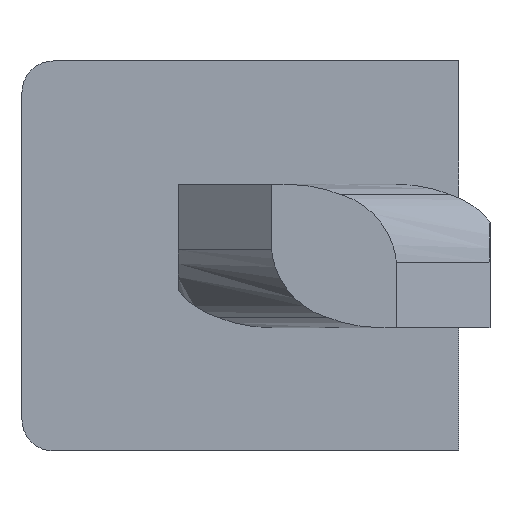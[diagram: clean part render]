
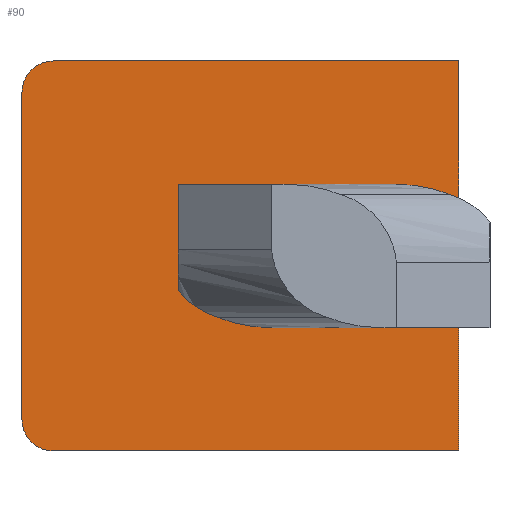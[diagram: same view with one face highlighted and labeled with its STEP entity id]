
A CAD part, front view. The second image highlights one B-rep face of the part: STEP entity #90.
In plain terms, the highlighted planar face has unit normal (0, -1, 0).
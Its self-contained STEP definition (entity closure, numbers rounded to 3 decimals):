
#90 = ADVANCED_FACE( '', ( #192, #193 ), #194, .F. );
#192 = FACE_BOUND( '', #450, .T. );
#193 = FACE_OUTER_BOUND( '', #451, .T. );
#194 = PLANE( '', #452 );
#450 = EDGE_LOOP( '', ( #774, #775, #776, #777, #778, #779 ) );
#451 = EDGE_LOOP( '', ( #780, #781, #782, #783, #784, #785 ) );
#452 = AXIS2_PLACEMENT_3D( '', #786, #787, #788 );
#774 = ORIENTED_EDGE( '', *, *, #1409, .T. );
#775 = ORIENTED_EDGE( '', *, *, #1410, .T. );
#776 = ORIENTED_EDGE( '', *, *, #1411, .T. );
#777 = ORIENTED_EDGE( '', *, *, #1412, .T. );
#778 = ORIENTED_EDGE( '', *, *, #1413, .T. );
#779 = ORIENTED_EDGE( '', *, *, #1414, .T. );
#780 = ORIENTED_EDGE( '', *, *, #1379, .F. );
#781 = ORIENTED_EDGE( '', *, *, #1415, .F. );
#782 = ORIENTED_EDGE( '', *, *, #1416, .T. );
#783 = ORIENTED_EDGE( '', *, *, #1417, .F. );
#784 = ORIENTED_EDGE( '', *, *, #1384, .T. );
#785 = ORIENTED_EDGE( '', *, *, #1407, .F. );
#786 = CARTESIAN_POINT( '', ( -10., 0., 6.25 ) );
#787 = DIRECTION( '', ( 0., 1., 0. ) );
#788 = DIRECTION( '', ( 0., 0., 1. ) );
#1379 = EDGE_CURVE( '', #1648, #1650, #1651, .T. );
#1384 = EDGE_CURVE( '', #1659, #1657, #1660, .T. );
#1407 = EDGE_CURVE( '', #1650, #1657, #1701, .T. );
#1409 = EDGE_CURVE( '', #1703, #1704, #1705, .T. );
#1410 = EDGE_CURVE( '', #1704, #1706, #1707, .T. );
#1411 = EDGE_CURVE( '', #1706, #1708, #1709, .T. );
#1412 = EDGE_CURVE( '', #1708, #1710, #1711, .T. );
#1413 = EDGE_CURVE( '', #1710, #1712, #1713, .T. );
#1414 = EDGE_CURVE( '', #1712, #1703, #1714, .T. );
#1415 = EDGE_CURVE( '', #1715, #1648, #1716, .T. );
#1416 = EDGE_CURVE( '', #1715, #1717, #1718, .T. );
#1417 = EDGE_CURVE( '', #1659, #1717, #1719, .T. );
#1648 = VERTEX_POINT( '', #2131 );
#1650 = VERTEX_POINT( '', #2134 );
#1651 = LINE( '', #2135, #2136 );
#1657 = VERTEX_POINT( '', #2145 );
#1659 = VERTEX_POINT( '', #2148 );
#1660 = LINE( '', #2149, #2150 );
#1701 = LINE( '', #2205, #2206 );
#1703 = VERTEX_POINT( '', #2208 );
#1704 = VERTEX_POINT( '', #2209 );
#1705 = LINE( '', #2210, #2211 );
#1706 = VERTEX_POINT( '', #2212 );
#1707 = CIRCLE( '', #2213, 2. );
#1708 = VERTEX_POINT( '', #2214 );
#1709 = LINE( '', #2215, #2216 );
#1710 = VERTEX_POINT( '', #2217 );
#1711 = LINE( '', #2218, #2219 );
#1712 = VERTEX_POINT( '', #2220 );
#1713 = CIRCLE( '', #2221, 2. );
#1714 = LINE( '', #2222, #2223 );
#1715 = VERTEX_POINT( '', #2224 );
#1716 = CIRCLE( '', #2225, 1. );
#1717 = VERTEX_POINT( '', #2226 );
#1718 = LINE( '', #2227, #2228 );
#1719 = CIRCLE( '', #2229, 1. );
#2131 = CARTESIAN_POINT( '', ( -9., 0., 6.25 ) );
#2134 = CARTESIAN_POINT( '', ( 4., 0., 6.25 ) );
#2135 = CARTESIAN_POINT( '', ( -10., 0., 6.25 ) );
#2136 = VECTOR( '', #2605, 1000. );
#2145 = CARTESIAN_POINT( '', ( 4., 0., -6.25 ) );
#2148 = CARTESIAN_POINT( '', ( -9., 0., -6.25 ) );
#2149 = CARTESIAN_POINT( '', ( -10., 0., -6.25 ) );
#2150 = VECTOR( '', #2610, 1000. );
#2205 = CARTESIAN_POINT( '', ( 4., 0., 6.25 ) );
#2206 = VECTOR( '', #2649, 1000. );
#2208 = CARTESIAN_POINT( '', ( 2.5, 0., -2.3 ) );
#2209 = CARTESIAN_POINT( '', ( -0.5, 0., -2.3 ) );
#2210 = CARTESIAN_POINT( '', ( 2.5, 0., -2.3 ) );
#2211 = VECTOR( '', #2653, 1000. );
#2212 = CARTESIAN_POINT( '', ( -2.5, 0., -0.3 ) );
#2213 = AXIS2_PLACEMENT_3D( '', #2654, #2655, #2656 );
#2214 = CARTESIAN_POINT( '', ( -2.5, 0., 2.3 ) );
#2215 = CARTESIAN_POINT( '', ( -2.5, 0., -0.3 ) );
#2216 = VECTOR( '', #2657, 1000. );
#2217 = CARTESIAN_POINT( '', ( 0.5, 0., 2.3 ) );
#2218 = CARTESIAN_POINT( '', ( -2.5, 0., 2.3 ) );
#2219 = VECTOR( '', #2658, 1000. );
#2220 = CARTESIAN_POINT( '', ( 2.5, 0., 0.3 ) );
#2221 = AXIS2_PLACEMENT_3D( '', #2659, #2660, #2661 );
#2222 = CARTESIAN_POINT( '', ( 2.5, 0., 0.3 ) );
#2223 = VECTOR( '', #2662, 1000. );
#2224 = CARTESIAN_POINT( '', ( -10., 0., 5.25 ) );
#2225 = AXIS2_PLACEMENT_3D( '', #2663, #2664, #2665 );
#2226 = CARTESIAN_POINT( '', ( -10., 0., -5.25 ) );
#2227 = CARTESIAN_POINT( '', ( -10., 0., 6.25 ) );
#2228 = VECTOR( '', #2666, 1000. );
#2229 = AXIS2_PLACEMENT_3D( '', #2667, #2668, #2669 );
#2605 = DIRECTION( '', ( 1., 0., 0. ) );
#2610 = DIRECTION( '', ( 1., 0., 0. ) );
#2649 = DIRECTION( '', ( 0., 0., -1. ) );
#2653 = DIRECTION( '', ( -1., 0., 0. ) );
#2654 = CARTESIAN_POINT( '', ( -0.5, 0., -0.3 ) );
#2655 = DIRECTION( '', ( 0., 1., 0. ) );
#2656 = DIRECTION( '', ( 1., 0., 0. ) );
#2657 = DIRECTION( '', ( 0., 0., 1. ) );
#2658 = DIRECTION( '', ( 1., 0., 0. ) );
#2659 = CARTESIAN_POINT( '', ( 0.5, 0., 0.3 ) );
#2660 = DIRECTION( '', ( 0., 1., 0. ) );
#2661 = DIRECTION( '', ( 1., 0., 0. ) );
#2662 = DIRECTION( '', ( 0., 0., -1. ) );
#2663 = CARTESIAN_POINT( '', ( -9., 0., 5.25 ) );
#2664 = DIRECTION( '', ( 0., 1., 0. ) );
#2665 = DIRECTION( '', ( 1., 0., 0. ) );
#2666 = DIRECTION( '', ( 0., 0., -1. ) );
#2667 = CARTESIAN_POINT( '', ( -9., 0., -5.25 ) );
#2668 = DIRECTION( '', ( 0., 1., 0. ) );
#2669 = DIRECTION( '', ( 1., 0., 0. ) );
